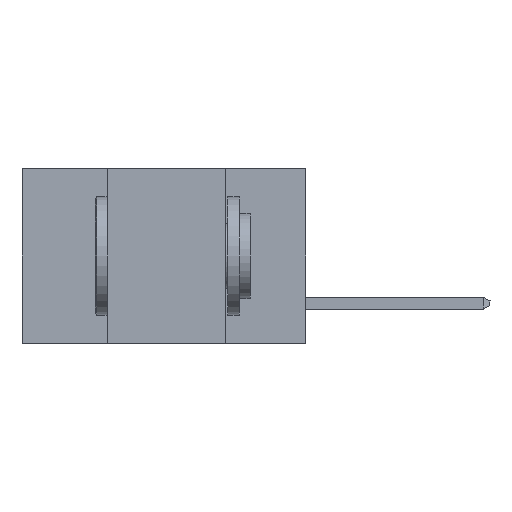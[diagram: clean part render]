
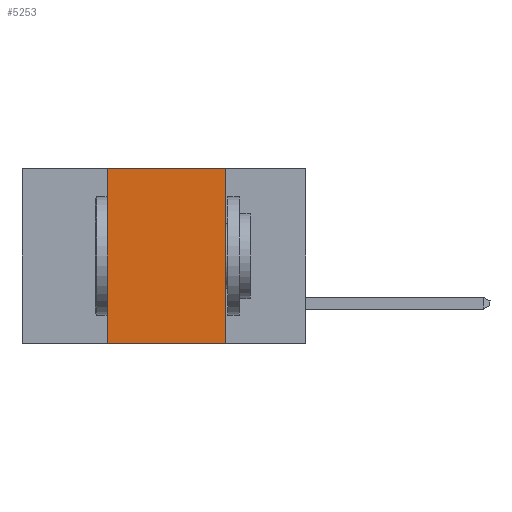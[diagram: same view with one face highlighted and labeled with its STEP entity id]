
A CAD part, left-side view. The second image highlights one B-rep face of the part: STEP entity #5253.
In plain terms, the highlighted planar face has unit normal (-1, 0, 0).
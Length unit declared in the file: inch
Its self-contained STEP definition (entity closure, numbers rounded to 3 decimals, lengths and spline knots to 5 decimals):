
#8 = FACE_OUTER_BOUND ( 'NONE', #3163, .T. ) ;
#1629 = VERTEX_POINT ( 'NONE', #14232 ) ;
#2152 = VECTOR ( 'NONE', #6314, 39.37008 ) ;
#2583 = DIRECTION ( 'NONE',  ( 0., -1., 0. ) ) ;
#2719 = CARTESIAN_POINT ( 'NONE',  ( 0., 0.42, -0.37 ) ) ;
#3020 = AXIS2_PLACEMENT_3D ( 'NONE', #26422, #4415, #14488 ) ;
#3163 = EDGE_LOOP ( 'NONE', ( #11021, #15118, #23907, #6226 ) ) ;
#3267 = EDGE_CURVE ( 'NONE', #3524, #1629, #16950, .T. ) ;
#3524 = VERTEX_POINT ( 'NONE', #11964 ) ;
#4415 = DIRECTION ( 'NONE',  ( 1., 0., 0. ) ) ;
#5020 = LINE ( 'NONE', #2719, #10719 ) ;
#5253 = ADVANCED_FACE ( 'NONE', ( #8 ), #8198, .F. ) ;
#5302 = EDGE_CURVE ( 'NONE', #1629, #19315, #8318, .T. ) ;
#6226 = ORIENTED_EDGE ( 'NONE', *, *, #18673, .T. ) ;
#6314 = DIRECTION ( 'NONE',  ( 0., 0., -1. ) ) ;
#8198 = PLANE ( 'NONE',  #3020 ) ;
#8318 = LINE ( 'NONE', #24656, #2152 ) ;
#9031 = VECTOR ( 'NONE', #2583, 39.37008 ) ;
#9042 = CARTESIAN_POINT ( 'NONE',  ( 0., 0.6, 0. ) ) ;
#10594 = CARTESIAN_POINT ( 'NONE',  ( 0., 0.6, -0.37 ) ) ;
#10719 = VECTOR ( 'NONE', #25792, 39.37008 ) ;
#11021 = ORIENTED_EDGE ( 'NONE', *, *, #5302, .F. ) ;
#11964 = CARTESIAN_POINT ( 'NONE',  ( 0., 0.42, 0. ) ) ;
#14232 = CARTESIAN_POINT ( 'NONE',  ( 0., 0.17, 0. ) ) ;
#14488 = DIRECTION ( 'NONE',  ( 0., 0., -1. ) ) ;
#15118 = ORIENTED_EDGE ( 'NONE', *, *, #3267, .F. ) ;
#15851 = VECTOR ( 'NONE', #19178, 39.37008 ) ;
#16305 = CARTESIAN_POINT ( 'NONE',  ( 0., 0.17, -0.37 ) ) ;
#16950 = LINE ( 'NONE', #9042, #9031 ) ;
#18673 = EDGE_CURVE ( 'NONE', #24182, #19315, #20769, .T. ) ;
#19178 = DIRECTION ( 'NONE',  ( 0., -1., 0. ) ) ;
#19315 = VERTEX_POINT ( 'NONE', #16305 ) ;
#19719 = EDGE_CURVE ( 'NONE', #24182, #3524, #5020, .T. ) ;
#20604 = CARTESIAN_POINT ( 'NONE',  ( 0., 0.42, -0.37 ) ) ;
#20769 = LINE ( 'NONE', #10594, #15851 ) ;
#23907 = ORIENTED_EDGE ( 'NONE', *, *, #19719, .F. ) ;
#24182 = VERTEX_POINT ( 'NONE', #20604 ) ;
#24656 = CARTESIAN_POINT ( 'NONE',  ( 0., 0.17, -0.37 ) ) ;
#25792 = DIRECTION ( 'NONE',  ( 0., 0., 1. ) ) ;
#26422 = CARTESIAN_POINT ( 'NONE',  ( 0., 0.6, 0. ) ) ;
